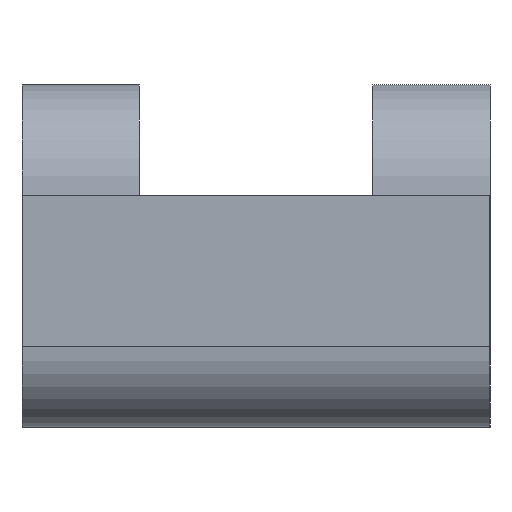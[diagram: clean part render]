
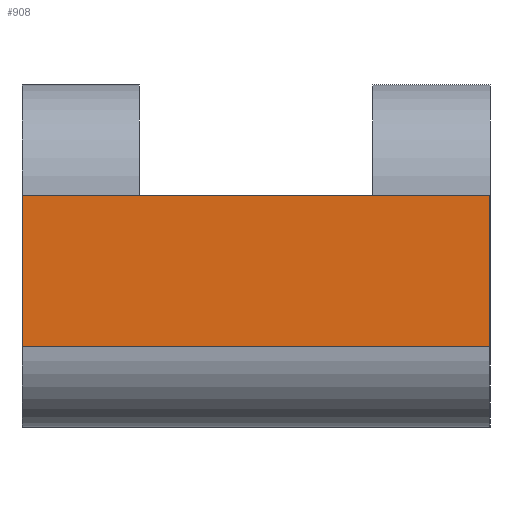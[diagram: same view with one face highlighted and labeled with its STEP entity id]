
A CAD part, left-side view. The second image highlights one B-rep face of the part: STEP entity #908.
In plain terms, the highlighted planar face has unit normal (-1, 0, 0).
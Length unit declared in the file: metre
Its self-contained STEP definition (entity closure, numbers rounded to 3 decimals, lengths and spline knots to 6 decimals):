
#61=LINE('',#1364,#139);
#73=LINE('',#1439,#151);
#95=LINE('',#1528,#173);
#96=LINE('',#1529,#174);
#139=VECTOR('',#1082,1.);
#151=VECTOR('',#1146,1.);
#173=VECTOR('',#1206,1.);
#174=VECTOR('',#1207,1.);
#306=ORIENTED_EDGE('',*,*,#530,.F.);
#307=ORIENTED_EDGE('',*,*,#563,.T.);
#308=ORIENTED_EDGE('',*,*,#493,.T.);
#309=ORIENTED_EDGE('',*,*,#564,.T.);
#493=EDGE_CURVE('',#629,#628,#61,.T.);
#530=EDGE_CURVE('',#665,#666,#73,.T.);
#563=EDGE_CURVE('',#665,#629,#95,.T.);
#564=EDGE_CURVE('',#628,#666,#96,.F.);
#628=VERTEX_POINT('',#1363);
#629=VERTEX_POINT('',#1365);
#665=VERTEX_POINT('',#1438);
#666=VERTEX_POINT('',#1440);
#765=EDGE_LOOP('',(#306,#307,#308,#309));
#827=FACE_BOUND('',#765,.T.);
#877=PLANE('',#1011);
#908=ADVANCED_FACE('',(#827),#877,.T.);
#1011=AXIS2_PLACEMENT_3D('',#1527,#1204,#1205);
#1082=DIRECTION('',(0.,0.,-1.));
#1146=DIRECTION('',(0.,0.,-1.));
#1204=DIRECTION('',(-1.,0.,0.));
#1205=DIRECTION('',(0.,1.,0.));
#1206=DIRECTION('',(0.,1.,0.));
#1207=DIRECTION('',(0.,1.,0.));
#1363=CARTESIAN_POINT('',(-0.009537,0.,0.0132));
#1364=CARTESIAN_POINT('',(-0.009537,0.,0.0227));
#1365=CARTESIAN_POINT('',(-0.009537,0.,0.01695));
#1438=CARTESIAN_POINT('',(-0.009537,-0.0116,0.01695));
#1439=CARTESIAN_POINT('',(-0.009537,-0.0116,0.0227));
#1440=CARTESIAN_POINT('',(-0.009537,-0.0116,0.0132));
#1527=CARTESIAN_POINT('',(-0.009537,-0.0058,0.0227));
#1528=CARTESIAN_POINT('',(-0.009537,-0.0058,0.01695));
#1529=CARTESIAN_POINT('',(-0.009537,-0.0116,0.0132));
